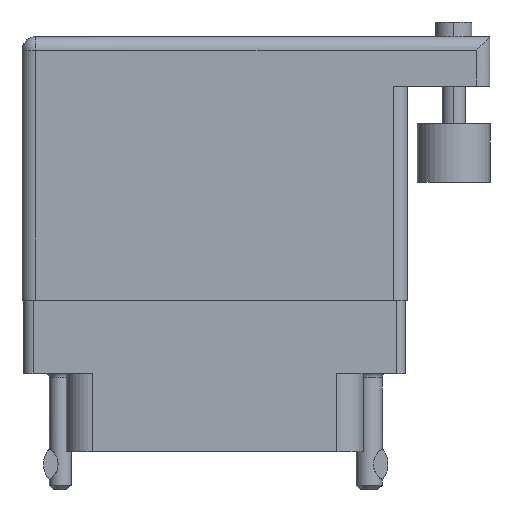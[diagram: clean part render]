
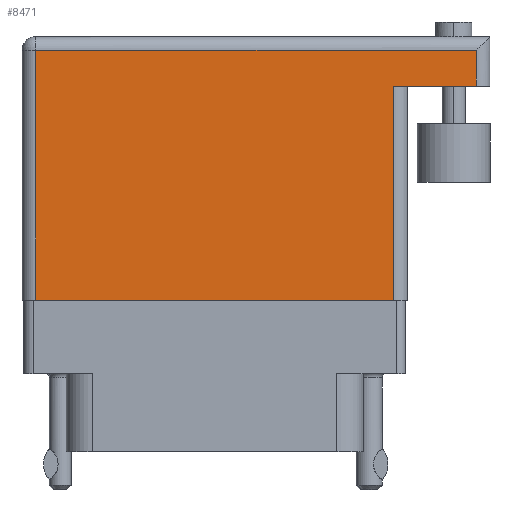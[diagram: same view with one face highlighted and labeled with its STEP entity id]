
A CAD part, front view. The second image highlights one B-rep face of the part: STEP entity #8471.
In plain terms, the highlighted face is planar.
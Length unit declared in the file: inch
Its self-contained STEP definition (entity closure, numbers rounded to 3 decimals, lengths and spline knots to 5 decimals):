
#515 = CARTESIAN_POINT ( 'NONE',  ( 0.047, 0., 0. ) ) ;
#590 = VECTOR ( 'NONE', #31618, 39.37008 ) ;
#922 = ORIENTED_EDGE ( 'NONE', *, *, #29602, .T. ) ;
#1395 = CARTESIAN_POINT ( 'NONE',  ( 0.047, 0.859, 0. ) ) ;
#1729 = CARTESIAN_POINT ( 'NONE',  ( 1.278, 0.736, 0. ) ) ;
#1838 = VERTEX_POINT ( 'NONE', #21538 ) ;
#2589 = CARTESIAN_POINT ( 'NONE',  ( 1.278, 0.736, 0. ) ) ;
#3790 = DIRECTION ( 'NONE',  ( 0., 1., 0. ) ) ;
#4405 = CARTESIAN_POINT ( 'NONE',  ( 1.562, 0.859, 0. ) ) ;
#5115 = VECTOR ( 'NONE', #3790, 39.37008 ) ;
#5321 = LINE ( 'NONE', #28168, #25677 ) ;
#5579 = VECTOR ( 'NONE', #20941, 39.37008 ) ;
#6355 = VECTOR ( 'NONE', #26175, 39.37008 ) ;
#6658 = ORIENTED_EDGE ( 'NONE', *, *, #15616, .T. ) ;
#7798 = EDGE_CURVE ( 'NONE', #13161, #10244, #13729, .T. ) ;
#8471 = ADVANCED_FACE ( 'NONE', ( #30572 ), #35347, .F. ) ;
#10022 = VERTEX_POINT ( 'NONE', #4405 ) ;
#10244 = VERTEX_POINT ( 'NONE', #2589 ) ;
#10674 = CARTESIAN_POINT ( 'NONE',  ( 1.278, 0., 0. ) ) ;
#11332 = ORIENTED_EDGE ( 'NONE', *, *, #30152, .T. ) ;
#12984 = ORIENTED_EDGE ( 'NONE', *, *, #14828, .F. ) ;
#13161 = VERTEX_POINT ( 'NONE', #10674 ) ;
#13729 = LINE ( 'NONE', #1729, #6355 ) ;
#14828 = EDGE_CURVE ( 'NONE', #1838, #10244, #25052, .T. ) ;
#15616 = EDGE_CURVE ( 'NONE', #22362, #13161, #5321, .T. ) ;
#16871 = VECTOR ( 'NONE', #17862, 39.37008 ) ;
#17862 = DIRECTION ( 'NONE',  ( 0., -1., 0. ) ) ;
#17875 = LINE ( 'NONE', #28723, #590 ) ;
#18441 = DIRECTION ( 'NONE',  ( -1., 0., 0. ) ) ;
#18974 = LINE ( 'NONE', #25821, #5115 ) ;
#20136 = ORIENTED_EDGE ( 'NONE', *, *, #26110, .T. ) ;
#20658 = VERTEX_POINT ( 'NONE', #1395 ) ;
#20941 = DIRECTION ( 'NONE',  ( -1., 0., 0. ) ) ;
#21538 = CARTESIAN_POINT ( 'NONE',  ( 1.562, 0.736, 0. ) ) ;
#22362 = VERTEX_POINT ( 'NONE', #515 ) ;
#24377 = CARTESIAN_POINT ( 'NONE',  ( 0., 0.906, 0. ) ) ;
#25052 = LINE ( 'NONE', #29495, #5579 ) ;
#25677 = VECTOR ( 'NONE', #30821, 39.37008 ) ;
#25821 = CARTESIAN_POINT ( 'NONE',  ( 1.562, 0.906, 0. ) ) ;
#25865 = CARTESIAN_POINT ( 'NONE',  ( 0.047, 0., 0. ) ) ;
#26110 = EDGE_CURVE ( 'NONE', #10022, #20658, #17875, .T. ) ;
#26175 = DIRECTION ( 'NONE',  ( 0., 1., 0. ) ) ;
#26242 = AXIS2_PLACEMENT_3D ( 'NONE', #24377, #29912, #18441 ) ;
#27220 = LINE ( 'NONE', #25865, #16871 ) ;
#28168 = CARTESIAN_POINT ( 'NONE',  ( 0., 0., 0. ) ) ;
#28723 = CARTESIAN_POINT ( 'NONE',  ( 0., 0.859, 0. ) ) ;
#29495 = CARTESIAN_POINT ( 'NONE',  ( 1.609, 0.736, 0. ) ) ;
#29602 = EDGE_CURVE ( 'NONE', #20658, #22362, #27220, .T. ) ;
#29912 = DIRECTION ( 'NONE',  ( 0., 0., -1. ) ) ;
#30035 = EDGE_LOOP ( 'NONE', ( #6658, #34191, #12984, #11332, #20136, #922 ) ) ;
#30152 = EDGE_CURVE ( 'NONE', #1838, #10022, #18974, .T. ) ;
#30572 = FACE_OUTER_BOUND ( 'NONE', #30035, .T. ) ;
#30821 = DIRECTION ( 'NONE',  ( 1., 0., 0. ) ) ;
#31618 = DIRECTION ( 'NONE',  ( -1., 0., 0. ) ) ;
#34191 = ORIENTED_EDGE ( 'NONE', *, *, #7798, .T. ) ;
#35347 = PLANE ( 'NONE',  #26242 ) ;
